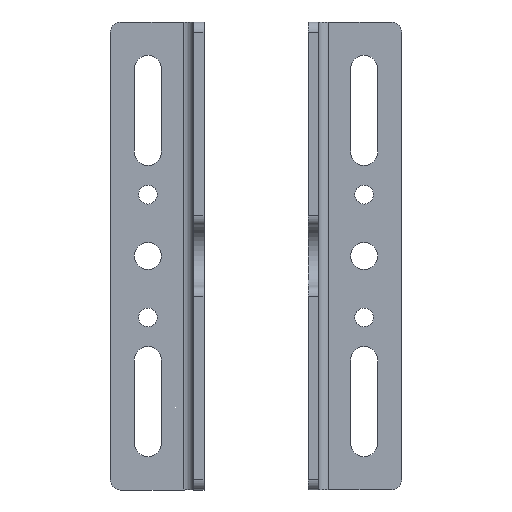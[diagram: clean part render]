
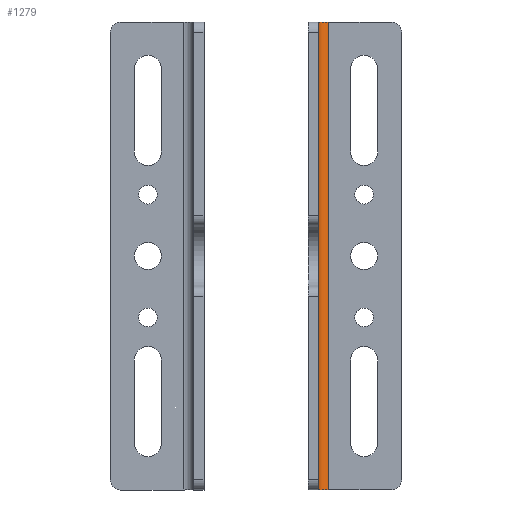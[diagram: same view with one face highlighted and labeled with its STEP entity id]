
A CAD part, front view. The second image highlights one B-rep face of the part: STEP entity #1279.
In plain terms, the highlighted cylindrical face has radius 5 mm (diameter 10 mm), a partial arc.
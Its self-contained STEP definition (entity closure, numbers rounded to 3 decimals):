
#109 = VECTOR ( 'NONE', #251, 1000. ) ;
#159 = ORIENTED_EDGE ( 'NONE', *, *, #1746, .F. ) ;
#215 = VERTEX_POINT ( 'NONE', #1581 ) ;
#251 = DIRECTION ( 'NONE',  ( 0., 0., -1. ) ) ;
#305 = AXIS2_PLACEMENT_3D ( 'NONE', #1638, #1771, #1778 ) ;
#360 = CARTESIAN_POINT ( 'NONE',  ( 5., -5., -112.5 ) ) ;
#365 = DIRECTION ( 'NONE',  ( 0., 0., 1. ) ) ;
#381 = VERTEX_POINT ( 'NONE', #549 ) ;
#392 = CARTESIAN_POINT ( 'NONE',  ( 0., -5., 112.5 ) ) ;
#439 = VECTOR ( 'NONE', #1542, 1000. ) ;
#499 = DIRECTION ( 'NONE',  ( 1., 0., 0. ) ) ;
#549 = CARTESIAN_POINT ( 'NONE',  ( 5., 0., -112.5 ) ) ;
#560 = CYLINDRICAL_SURFACE ( 'NONE', #1385, 5. ) ;
#567 = ORIENTED_EDGE ( 'NONE', *, *, #976, .F. ) ;
#594 = EDGE_CURVE ( 'NONE', #1461, #215, #1035, .T. ) ;
#638 = DIRECTION ( 'NONE',  ( 0., 0., 1. ) ) ;
#651 = CARTESIAN_POINT ( 'NONE',  ( 5., 0., -112.5 ) ) ;
#670 = CARTESIAN_POINT ( 'NONE',  ( 5., 0., 112.5 ) ) ;
#851 = ORIENTED_EDGE ( 'NONE', *, *, #594, .T. ) ;
#878 = EDGE_CURVE ( 'NONE', #381, #215, #1151, .T. ) ;
#976 = EDGE_CURVE ( 'NONE', #1461, #1322, #988, .T. ) ;
#988 = CIRCLE ( 'NONE', #305, 5. ) ;
#1035 = LINE ( 'NONE', #1120, #439 ) ;
#1084 = EDGE_LOOP ( 'NONE', ( #851, #1673, #159, #567 ) ) ;
#1101 = AXIS2_PLACEMENT_3D ( 'NONE', #360, #638, #1597 ) ;
#1120 = CARTESIAN_POINT ( 'NONE',  ( 0., -5., -112.5 ) ) ;
#1151 = CIRCLE ( 'NONE', #1101, 5. ) ;
#1279 = ADVANCED_FACE ( 'NONE', ( #1759 ), #560, .F. ) ;
#1322 = VERTEX_POINT ( 'NONE', #670 ) ;
#1328 = CARTESIAN_POINT ( 'NONE',  ( 5., -5., -351.351 ) ) ;
#1385 = AXIS2_PLACEMENT_3D ( 'NONE', #1328, #365, #499 ) ;
#1461 = VERTEX_POINT ( 'NONE', #392 ) ;
#1542 = DIRECTION ( 'NONE',  ( 0., 0., -1. ) ) ;
#1581 = CARTESIAN_POINT ( 'NONE',  ( 0., -5., -112.5 ) ) ;
#1593 = LINE ( 'NONE', #651, #109 ) ;
#1597 = DIRECTION ( 'NONE',  ( 1., 0., 0. ) ) ;
#1638 = CARTESIAN_POINT ( 'NONE',  ( 5., -5., 112.5 ) ) ;
#1673 = ORIENTED_EDGE ( 'NONE', *, *, #878, .F. ) ;
#1746 = EDGE_CURVE ( 'NONE', #1322, #381, #1593, .T. ) ;
#1759 = FACE_OUTER_BOUND ( 'NONE', #1084, .T. ) ;
#1771 = DIRECTION ( 'NONE',  ( 0., 0., -1. ) ) ;
#1778 = DIRECTION ( 'NONE',  ( 1., 0., 0. ) ) ;
